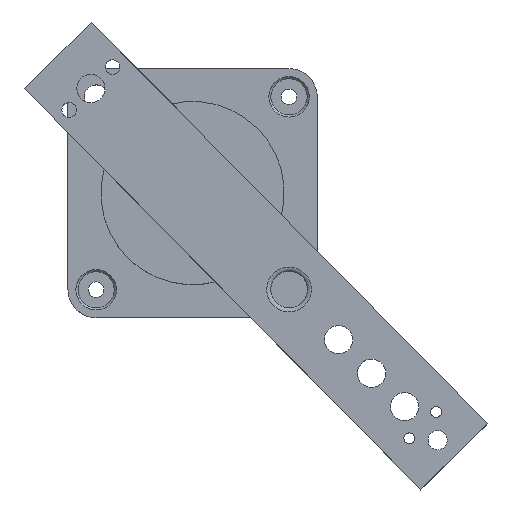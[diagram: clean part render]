
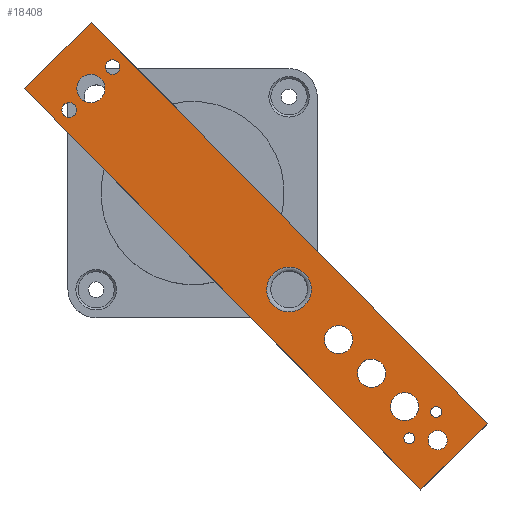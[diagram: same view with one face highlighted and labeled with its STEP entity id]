
A CAD part, top view. The second image highlights one B-rep face of the part: STEP entity #18408.
In plain terms, the highlighted planar face has unit normal (0, 0, 1).
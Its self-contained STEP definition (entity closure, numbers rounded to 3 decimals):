
#18111=CARTESIAN_POINT('',(-35.762,22.319,155.81));
#18112=VERTEX_POINT('',#18111);
#18119=CARTESIAN_POINT('',(-21.52,36.361,155.81));
#18120=VERTEX_POINT('',#18119);
#18121=CARTESIAN_POINT('',(-21.52,36.361,155.81));
#18122=DIRECTION('',(-0.712,-0.702,0.0));
#18123=VECTOR('',#18122,20.0);
#18124=LINE('',#18121,#18123);
#18125=EDGE_CURVE('',#18120,#18112,#18124,.T.);
#18144=CARTESIAN_POINT('',(46.9,-52.973,155.81));
#18145=VERTEX_POINT('',#18144);
#18146=CARTESIAN_POINT('',(46.093,-52.154,155.81));
#18147=DIRECTION('',(0.,0.,-1.0));
#18148=DIRECTION('',(-0.702,0.712,0.));
#18149=AXIS2_PLACEMENT_3D('',#18146,#18147,#18148);
#18150=CIRCLE('',#18149,1.15);
#18151=EDGE_CURVE('',#18145,#18145,#18150,.T.);
#18164=CARTESIAN_POINT('',(52.597,-47.356,155.81));
#18165=VERTEX_POINT('',#18164);
#18166=CARTESIAN_POINT('',(51.789,-46.537,155.81));
#18167=DIRECTION('',(0.,0.,-1.0));
#18168=DIRECTION('',(-0.702,0.712,0.));
#18169=AXIS2_PLACEMENT_3D('',#18166,#18167,#18168);
#18170=CIRCLE('',#18169,1.15);
#18171=EDGE_CURVE('',#18165,#18165,#18170,.T.);
#18192=CARTESIAN_POINT('',(-25.16,16.551,155.81));
#18193=VERTEX_POINT('',#18192);
#18194=CARTESIAN_POINT('',(-26.248,17.655,155.81));
#18195=DIRECTION('',(0.,0.,-1.0));
#18196=DIRECTION('',(-0.702,0.712,0.));
#18197=AXIS2_PLACEMENT_3D('',#18194,#18195,#18196);
#18198=CIRCLE('',#18197,1.55);
#18199=EDGE_CURVE('',#18193,#18193,#18198,.T.);
#18220=CARTESIAN_POINT('',(-15.903,25.679,155.81));
#18221=VERTEX_POINT('',#18220);
#18222=CARTESIAN_POINT('',(-16.991,26.782,155.81));
#18223=DIRECTION('',(0.,0.,-1.0));
#18224=DIRECTION('',(-0.702,0.712,0.));
#18225=AXIS2_PLACEMENT_3D('',#18222,#18223,#18224);
#18226=CIRCLE('',#18225,1.55);
#18227=EDGE_CURVE('',#18221,#18221,#18226,.T.);
#18240=CARTESIAN_POINT('',(53.54,-54.009,155.81));
#18241=VERTEX_POINT('',#18240);
#18242=CARTESIAN_POINT('',(52.101,-52.55,155.81));
#18243=DIRECTION('',(0.,0.,-1.0));
#18244=DIRECTION('',(-0.702,0.712,0.));
#18245=AXIS2_PLACEMENT_3D('',#18242,#18243,#18244);
#18246=CIRCLE('',#18245,2.05);
#18247=EDGE_CURVE('',#18241,#18241,#18246,.T.);
#18268=CARTESIAN_POINT('',(-19.513,20.082,155.81));
#18269=VERTEX_POINT('',#18268);
#18270=CARTESIAN_POINT('',(-21.62,22.219,155.81));
#18271=DIRECTION('',(0.,0.,-1.0));
#18272=DIRECTION('',(-0.702,0.712,0.));
#18273=AXIS2_PLACEMENT_3D('',#18270,#18271,#18272);
#18274=CIRCLE('',#18273,3.0);
#18275=EDGE_CURVE('',#18269,#18269,#18274,.T.);
#18288=CARTESIAN_POINT('',(33.144,-33.324,155.81));
#18289=VERTEX_POINT('',#18288);
#18290=CARTESIAN_POINT('',(31.038,-31.187,155.81));
#18291=DIRECTION('',(0.,0.,-1.0));
#18292=DIRECTION('',(-0.702,0.712,0.));
#18293=AXIS2_PLACEMENT_3D('',#18290,#18291,#18292);
#18294=CIRCLE('',#18293,3.0);
#18295=EDGE_CURVE('',#18289,#18289,#18294,.T.);
#18308=CARTESIAN_POINT('',(40.165,-40.444,155.81));
#18309=VERTEX_POINT('',#18308);
#18310=CARTESIAN_POINT('',(38.059,-38.308,155.81));
#18311=DIRECTION('',(0.,0.,-1.0));
#18312=DIRECTION('',(-0.702,0.712,0.));
#18313=AXIS2_PLACEMENT_3D('',#18310,#18311,#18312);
#18314=CIRCLE('',#18313,3.0);
#18315=EDGE_CURVE('',#18309,#18309,#18314,.T.);
#18328=CARTESIAN_POINT('',(47.186,-47.565,155.81));
#18329=VERTEX_POINT('',#18328);
#18330=CARTESIAN_POINT('',(45.08,-45.429,155.81));
#18331=DIRECTION('',(0.,0.,-1.0));
#18332=DIRECTION('',(-0.702,0.712,0.));
#18333=AXIS2_PLACEMENT_3D('',#18330,#18331,#18332);
#18334=CIRCLE('',#18333,3.0);
#18335=EDGE_CURVE('',#18329,#18329,#18334,.T.);
#18340=CARTESIAN_POINT('',(13.485,-13.385,155.81));
#18341=DIRECTION('',(0.0,0.0,-1.0));
#18342=DIRECTION('',(0.702,-0.712,0.0));
#18343=AXIS2_PLACEMENT_3D('',#18340,#18341,#18342);
#18344=PLANE('',#18343);
#18345=CARTESIAN_POINT('',(48.49,-63.131,155.81));
#18346=VERTEX_POINT('',#18345);
#18347=CARTESIAN_POINT('',(-35.762,22.319,155.81));
#18348=DIRECTION('',(0.702,-0.712,0.0));
#18349=VECTOR('',#18348,120.0);
#18350=LINE('',#18347,#18349);
#18351=EDGE_CURVE('',#18112,#18346,#18350,.T.);
#18352=ORIENTED_EDGE('',*,*,#18351,.T.);
#18353=CARTESIAN_POINT('',(62.732,-49.089,155.81));
#18354=VERTEX_POINT('',#18353);
#18355=CARTESIAN_POINT('',(48.49,-63.131,155.81));
#18356=DIRECTION('',(0.712,0.702,0.0));
#18357=VECTOR('',#18356,20.);
#18358=LINE('',#18355,#18357);
#18359=EDGE_CURVE('',#18346,#18354,#18358,.T.);
#18360=ORIENTED_EDGE('',*,*,#18359,.T.);
#18361=CARTESIAN_POINT('',(62.732,-49.089,155.81));
#18362=DIRECTION('',(-0.702,0.712,0.0));
#18363=VECTOR('',#18362,120.0);
#18364=LINE('',#18361,#18363);
#18365=EDGE_CURVE('',#18354,#18120,#18364,.T.);
#18366=ORIENTED_EDGE('',*,*,#18365,.T.);
#18367=ORIENTED_EDGE('',*,*,#18125,.T.);
#18368=EDGE_LOOP('',(#18352,#18360,#18366,#18367));
#18369=FACE_OUTER_BOUND('',#18368,.T.);
#18370=ORIENTED_EDGE('',*,*,#18151,.T.);
#18371=EDGE_LOOP('',(#18370));
#18372=FACE_BOUND('',#18371,.T.);
#18373=ORIENTED_EDGE('',*,*,#18171,.T.);
#18374=EDGE_LOOP('',(#18373));
#18375=FACE_BOUND('',#18374,.T.);
#18376=ORIENTED_EDGE('',*,*,#18199,.T.);
#18377=EDGE_LOOP('',(#18376));
#18378=FACE_BOUND('',#18377,.T.);
#18379=ORIENTED_EDGE('',*,*,#18227,.T.);
#18380=EDGE_LOOP('',(#18379));
#18381=FACE_BOUND('',#18380,.T.);
#18382=ORIENTED_EDGE('',*,*,#18247,.T.);
#18383=EDGE_LOOP('',(#18382));
#18384=FACE_BOUND('',#18383,.T.);
#18385=ORIENTED_EDGE('',*,*,#18275,.T.);
#18386=EDGE_LOOP('',(#18385));
#18387=FACE_BOUND('',#18386,.T.);
#18388=ORIENTED_EDGE('',*,*,#18295,.T.);
#18389=EDGE_LOOP('',(#18388));
#18390=FACE_BOUND('',#18389,.T.);
#18391=ORIENTED_EDGE('',*,*,#18315,.T.);
#18392=EDGE_LOOP('',(#18391));
#18393=FACE_BOUND('',#18392,.T.);
#18394=ORIENTED_EDGE('',*,*,#18335,.T.);
#18395=EDGE_LOOP('',(#18394));
#18396=FACE_BOUND('',#18395,.T.);
#18397=CARTESIAN_POINT('',(23.841,-23.888,155.81));
#18398=VERTEX_POINT('',#18397);
#18399=CARTESIAN_POINT('',(20.506,-20.506,155.81));
#18400=DIRECTION('',(0.,0.,1.0));
#18401=DIRECTION('',(-0.702,0.712,0.));
#18402=AXIS2_PLACEMENT_3D('',#18399,#18400,#18401);
#18403=CIRCLE('',#18402,4.75);
#18404=EDGE_CURVE('',#18398,#18398,#18403,.T.);
#18405=ORIENTED_EDGE('',*,*,#18404,.F.);
#18406=EDGE_LOOP('',(#18405));
#18407=FACE_BOUND('',#18406,.T.);
#18408=ADVANCED_FACE('',(#18369,#18372,#18375,#18378,#18381,#18384,#18387,#18390,#18393,#18396,#18407),#18344,.F.);
